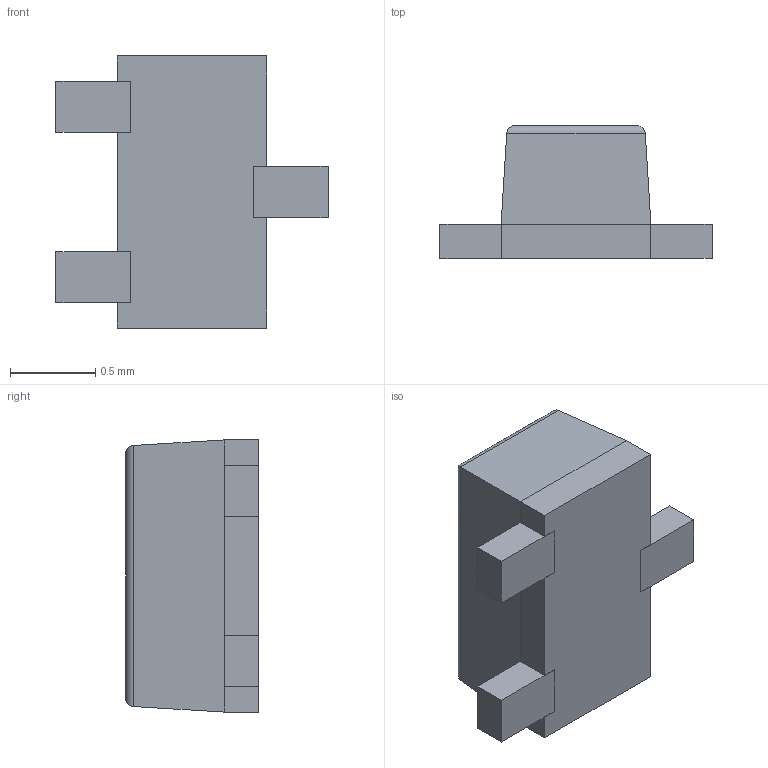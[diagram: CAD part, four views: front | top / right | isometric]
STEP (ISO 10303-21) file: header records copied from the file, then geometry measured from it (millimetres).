
FILE_DESCRIPTION (( 'STEP AP214' ), '1' );
FILE_NAME ('FDY300NZ.STEP', '2023-11-01T05:04:04', ( '' ), ( '' ), 'SwSTEP 2.0', 'SolidWorks 2021', '' );
FILE_SCHEMA (( 'AUTOMOTIVE_DESIGN' ));
Length unit declared in the file: millimetre
Products named in the file (1): FDY300NZ
Bounding box: 1.6 x 0.78 x 1.6 mm (x, y, z)
Volume: 1.1 mm3; surface area: 8.2 mm2
Topology: 5 solids, 5 shells, 54 faces, 115 edges, 72 vertices
Faces by surface type: plane 46, cylinder 8
Entity records: 1485 total; most frequent: CARTESIAN_POINT 254, ORIENTED_EDGE 230, DIRECTION 229, EDGE_CURVE 115, VECTOR 103, LINE 103, VERTEX_POINT 72, AXIS2_PLACEMENT_3D 63
